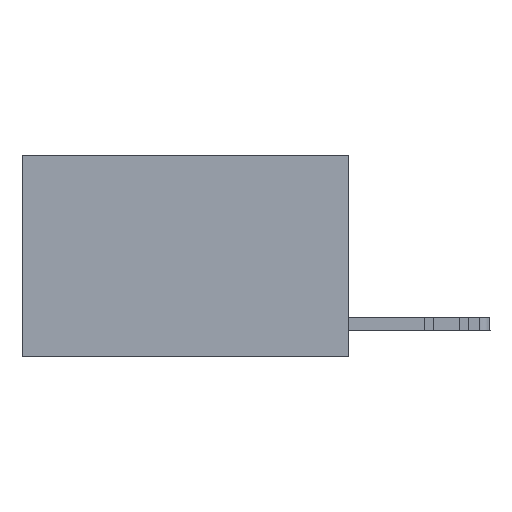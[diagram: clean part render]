
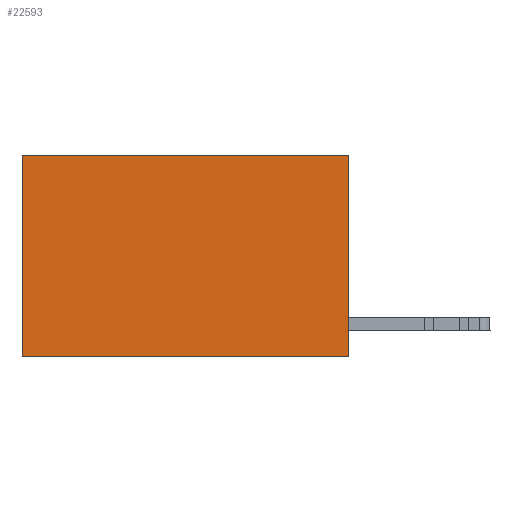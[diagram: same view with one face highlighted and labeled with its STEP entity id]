
A CAD part, left-side view. The second image highlights one B-rep face of the part: STEP entity #22593.
In plain terms, the highlighted planar face has unit normal (-1, 0, 0).
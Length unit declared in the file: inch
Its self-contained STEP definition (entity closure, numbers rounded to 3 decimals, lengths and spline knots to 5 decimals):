
#38 = DIRECTION ( 'NONE',  ( 0., 0., -1. ) ) ;
#773 = EDGE_LOOP ( 'NONE', ( #26490, #13885, #18276, #17692 ) ) ;
#6363 = LINE ( 'NONE', #23648, #7453 ) ;
#6473 = DIRECTION ( 'NONE',  ( 0., 1., 0. ) ) ;
#7453 = VECTOR ( 'NONE', #8534, 39.37008 ) ;
#8499 = LINE ( 'NONE', #10669, #17367 ) ;
#8534 = DIRECTION ( 'NONE',  ( 0., 0., -1. ) ) ;
#8714 = VERTEX_POINT ( 'NONE', #16946 ) ;
#9426 = CARTESIAN_POINT ( 'NONE',  ( 0.2625, 0., 0. ) ) ;
#10076 = CARTESIAN_POINT ( 'NONE',  ( 0.2625, 0., -0.37 ) ) ;
#10501 = CARTESIAN_POINT ( 'NONE',  ( 0.2625, 0., 0. ) ) ;
#10604 = VECTOR ( 'NONE', #38, 39.37008 ) ;
#10669 = CARTESIAN_POINT ( 'NONE',  ( 0.2625, 0., 0. ) ) ;
#12250 = EDGE_CURVE ( 'NONE', #23517, #8714, #14276, .T. ) ;
#12851 = EDGE_CURVE ( 'NONE', #23387, #23517, #13496, .T. ) ;
#12874 = CARTESIAN_POINT ( 'NONE',  ( 0.2625, 0.6, 0. ) ) ;
#13496 = LINE ( 'NONE', #9426, #10604 ) ;
#13885 = ORIENTED_EDGE ( 'NONE', *, *, #12250, .F. ) ;
#14276 = LINE ( 'NONE', #10076, #21240 ) ;
#14475 = EDGE_CURVE ( 'NONE', #27803, #8714, #6363, .T. ) ;
#16622 = DIRECTION ( 'NONE',  ( 0., 1., 0. ) ) ;
#16675 = CARTESIAN_POINT ( 'NONE',  ( 0.2625, 0., 0. ) ) ;
#16946 = CARTESIAN_POINT ( 'NONE',  ( 0.2625, 0.6, -0.37 ) ) ;
#17195 = DIRECTION ( 'NONE',  ( 0., 0., -1. ) ) ;
#17367 = VECTOR ( 'NONE', #6473, 39.37008 ) ;
#17692 = ORIENTED_EDGE ( 'NONE', *, *, #21115, .T. ) ;
#17837 = AXIS2_PLACEMENT_3D ( 'NONE', #10501, #21958, #17195 ) ;
#18276 = ORIENTED_EDGE ( 'NONE', *, *, #12851, .F. ) ;
#21115 = EDGE_CURVE ( 'NONE', #23387, #27803, #8499, .T. ) ;
#21240 = VECTOR ( 'NONE', #16622, 39.37008 ) ;
#21958 = DIRECTION ( 'NONE',  ( 1., 0., 0. ) ) ;
#22593 = ADVANCED_FACE ( 'NONE', ( #23872 ), #23731, .F. ) ;
#23387 = VERTEX_POINT ( 'NONE', #16675 ) ;
#23517 = VERTEX_POINT ( 'NONE', #24477 ) ;
#23648 = CARTESIAN_POINT ( 'NONE',  ( 0.2625, 0.6, 0. ) ) ;
#23731 = PLANE ( 'NONE',  #17837 ) ;
#23872 = FACE_OUTER_BOUND ( 'NONE', #773, .T. ) ;
#24477 = CARTESIAN_POINT ( 'NONE',  ( 0.2625, 0., -0.37 ) ) ;
#26490 = ORIENTED_EDGE ( 'NONE', *, *, #14475, .T. ) ;
#27803 = VERTEX_POINT ( 'NONE', #12874 ) ;
